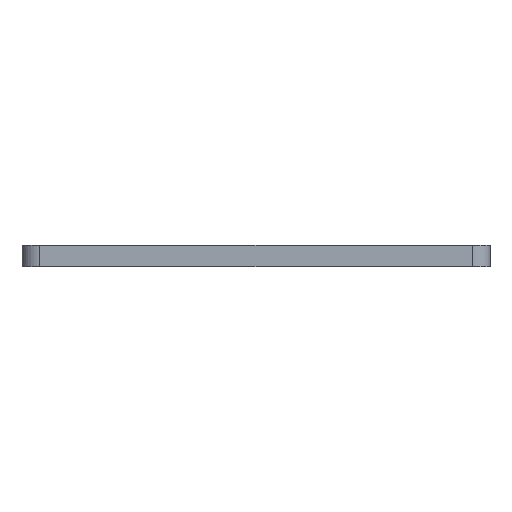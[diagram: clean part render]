
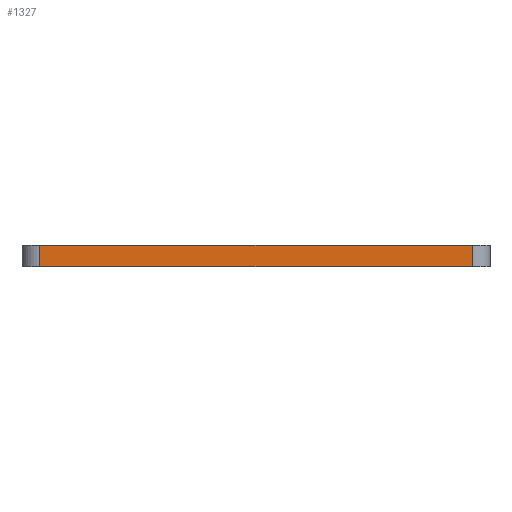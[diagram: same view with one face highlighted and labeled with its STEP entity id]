
A CAD part, front view. The second image highlights one B-rep face of the part: STEP entity #1327.
In plain terms, the highlighted planar face has unit normal (0, -1, 0).
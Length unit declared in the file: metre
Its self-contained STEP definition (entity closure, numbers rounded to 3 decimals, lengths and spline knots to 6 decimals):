
#45=LINE('',#1870,#169);
#161=LINE('',#2223,#285);
#163=LINE('',#2229,#287);
#165=LINE('',#2235,#289);
#169=VECTOR('',#1484,1.);
#285=VECTOR('',#1834,1.);
#287=VECTOR('',#1842,1.);
#289=VECTOR('',#1848,1.);
#590=ORIENTED_EDGE('',*,*,#671,.F.);
#591=ORIENTED_EDGE('',*,*,#849,.T.);
#592=ORIENTED_EDGE('',*,*,#852,.T.);
#593=ORIENTED_EDGE('',*,*,#846,.T.);
#671=EDGE_CURVE('',#859,#860,#45,.T.);
#846=EDGE_CURVE('',#980,#860,#161,.F.);
#849=EDGE_CURVE('',#859,#981,#163,.T.);
#852=EDGE_CURVE('',#981,#980,#165,.T.);
#859=VERTEX_POINT('',#1869);
#860=VERTEX_POINT('',#1871);
#980=VERTEX_POINT('',#2224);
#981=VERTEX_POINT('',#2230);
#1123=EDGE_LOOP('',(#590,#591,#592,#593));
#1215=FACE_BOUND('',#1123,.T.);
#1262=PLANE('',#1469);
#1327=ADVANCED_FACE('',(#1215),#1262,.F.);
#1469=AXIS2_PLACEMENT_3D('',#2234,#1846,#1847);
#1484=DIRECTION('',(1.,0.,0.));
#1834=DIRECTION('',(0.,0.,-1.));
#1842=DIRECTION('',(0.,0.,-1.));
#1846=DIRECTION('',(0.,1.,0.));
#1847=DIRECTION('',(0.,0.,1.));
#1848=DIRECTION('',(1.,0.,0.));
#1869=CARTESIAN_POINT('',(-0.030638,-0.05191,0.013));
#1870=CARTESIAN_POINT('',(0.,-0.05191,0.013));
#1871=CARTESIAN_POINT('',(0.030638,-0.05191,0.013));
#2223=CARTESIAN_POINT('',(0.030638,-0.05191,0.003));
#2224=CARTESIAN_POINT('',(0.030638,-0.05191,0.01));
#2229=CARTESIAN_POINT('',(-0.030638,-0.05191,0.01));
#2230=CARTESIAN_POINT('',(-0.030638,-0.05191,0.01));
#2234=CARTESIAN_POINT('',(0.,-0.05191,0.003));
#2235=CARTESIAN_POINT('',(0.,-0.05191,0.01));
